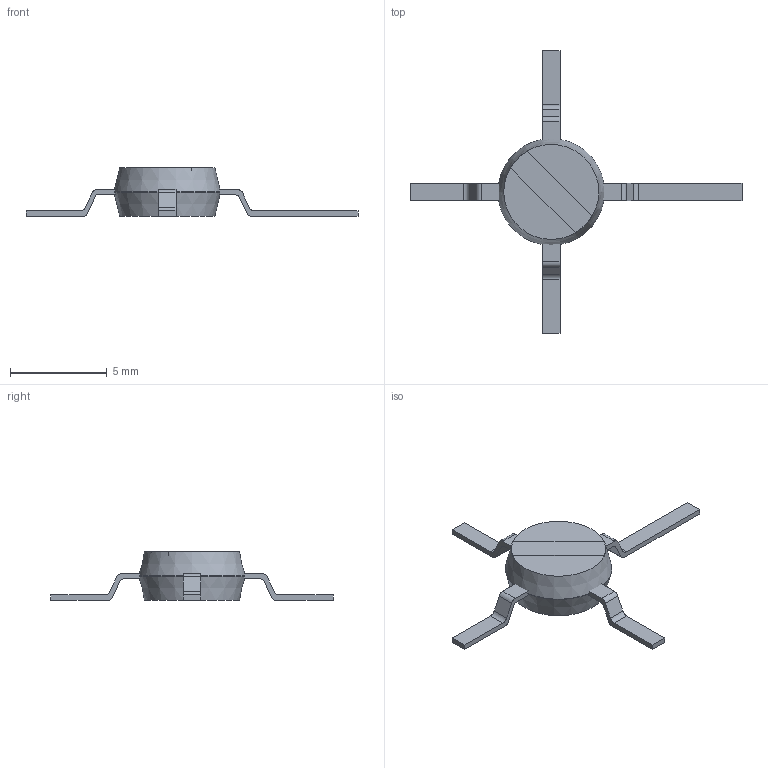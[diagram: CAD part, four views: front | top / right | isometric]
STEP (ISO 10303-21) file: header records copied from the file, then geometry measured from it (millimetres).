
FILE_DESCRIPTION(('FreeCAD Model'),'2;1');
FILE_NAME('Open CASCADE Shape Model','2023-01-02T15:27:50',('Author'),( ''),'Open CASCADE STEP processor 7.6','FreeCAD','Unknown');
FILE_SCHEMA(('AUTOMOTIVE_DESIGN { 1 0 10303 214 1 1 1 1 }'));
Length unit declared in the file: millimetre
Products named in the file (5): kas44; Body; Body001; Body002; Body003
Assembly tree (4 placements, depth 2):
  kas44
    Body
    Body001
    Body002
    Body003
Bounding box: 17.13 x 14.58 x 2.51 mm (x, y, z)
Volume: 67.6 mm3; surface area: 185 mm2
Topology: 4 solids, 4 shells, 54 faces, 136 edges, 90 vertices
Faces by surface type: plane 34, cylinder 18, cone 2
Full cylindrical faces by diameter (mm): 5.5 x1
Entity records: 3552 total; most frequent: CARTESIAN_POINT 641, DIRECTION 550, LINE 334, VECTOR 334, ORIENTED_EDGE 272, PCURVE 272, DEFINITIONAL_REPRESENTATION 272, EDGE_CURVE 136
